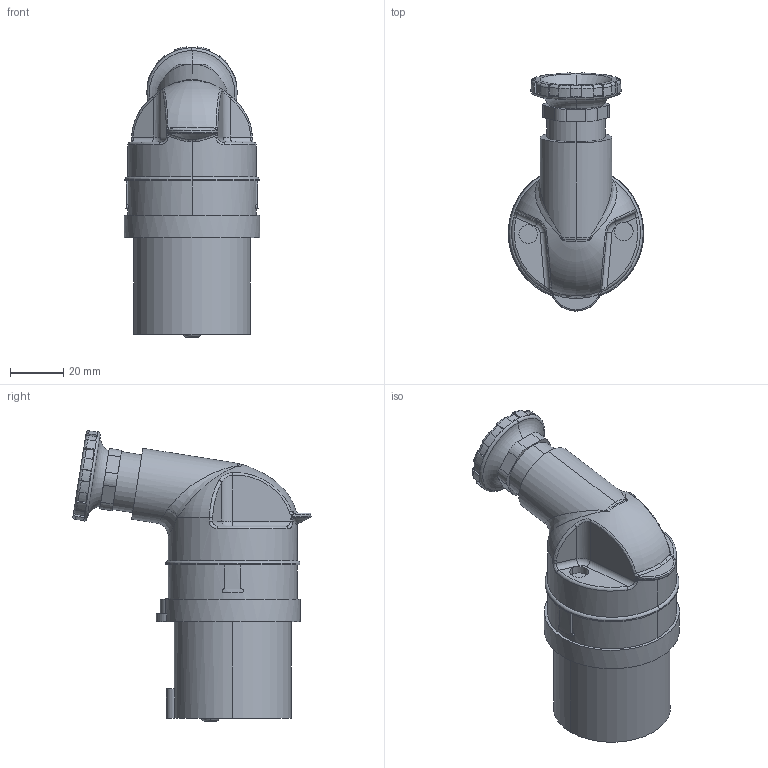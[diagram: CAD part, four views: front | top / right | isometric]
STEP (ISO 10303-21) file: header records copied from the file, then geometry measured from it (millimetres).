
FILE_DESCRIPTION((''),'2;1');
FILE_NAME('GW60085_ASM','2021-09-29T13:13:39',('User'),('Axiro Italia'),'CREO PARAMETRIC BY PTC INC, 2020354','CREO PARAMETRIC BY PTC INC, 2020354','');
FILE_SCHEMA(('CONFIG_CONTROL_DESIGN'));
Length unit declared in the file: millimetre
Products named in the file (3): GW60085_COMPONENTE_A_OR; GW60085_COMPONENTE_B_OR; GW60085_ASM
Assembly tree (2 placements, depth 2):
  GW60085_ASM
    GW60085_COMPONENTE_A_OR
    GW60085_COMPONENTE_B_OR
Bounding box: 50.94 x 89.66 x 109.34 mm (x, y, z)
Volume: 66822.6 mm3; surface area: 48264.5 mm2
Topology: 2 solids, 2 shells, 444 faces, 1098 edges, 684 vertices
Faces by surface type: cylinder 177, plane 139, torus 62, bspline 53, sphere 10, revolution 2, cone 1
Entity records: 17785 total; most frequent: CARTESIAN_POINT 7197, DIRECTION 2279, ORIENTED_EDGE 2196, EDGE_CURVE 1098, AXIS2_PLACEMENT_3D 939, VERTEX_POINT 684, CIRCLE 545, EDGE_LOOP 488
